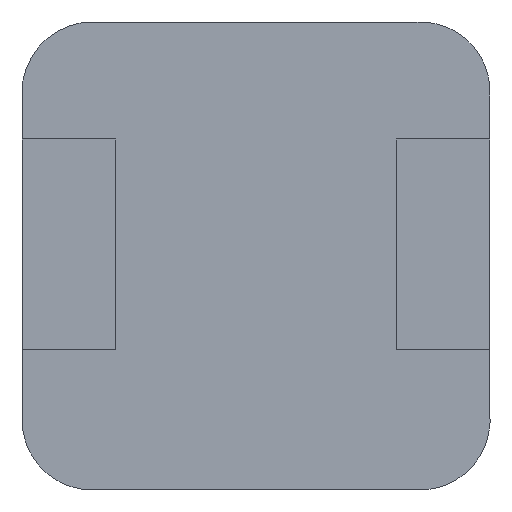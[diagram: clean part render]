
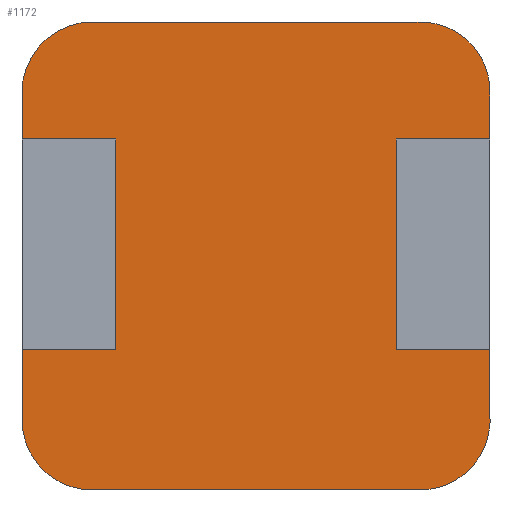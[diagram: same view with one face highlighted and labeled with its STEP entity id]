
A CAD part, front view. The second image highlights one B-rep face of the part: STEP entity #1172.
In plain terms, the highlighted planar face has unit normal (0, -1, 0).
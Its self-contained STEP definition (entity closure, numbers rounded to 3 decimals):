
#39=CIRCLE('',#1262,3.);
#41=CIRCLE('',#1266,3.);
#43=CIRCLE('',#1270,3.);
#45=CIRCLE('',#1274,3.);
#108=FACE_OUTER_BOUND('',#186,.T.);
#186=EDGE_LOOP('',(#817,#818,#819,#820,#821,#822,#823,#824));
#257=LINE('',#1732,#381);
#262=LINE('',#1746,#386);
#266=LINE('',#1758,#390);
#270=LINE('',#1770,#394);
#381=VECTOR('',#1378,10.);
#386=VECTOR('',#1391,10.);
#390=VECTOR('',#1403,10.);
#394=VECTOR('',#1415,10.);
#505=VERTEX_POINT('',#1730);
#506=VERTEX_POINT('',#1731);
#509=VERTEX_POINT('',#1739);
#511=VERTEX_POINT('',#1745);
#513=VERTEX_POINT('',#1751);
#515=VERTEX_POINT('',#1757);
#517=VERTEX_POINT('',#1763);
#519=VERTEX_POINT('',#1769);
#609=EDGE_CURVE('',#505,#506,#257,.T.);
#613=EDGE_CURVE('',#509,#505,#39,.T.);
#616=EDGE_CURVE('',#511,#509,#262,.T.);
#619=EDGE_CURVE('',#513,#511,#41,.T.);
#622=EDGE_CURVE('',#515,#513,#266,.T.);
#625=EDGE_CURVE('',#517,#515,#43,.T.);
#628=EDGE_CURVE('',#519,#517,#270,.T.);
#631=EDGE_CURVE('',#506,#519,#45,.T.);
#817=ORIENTED_EDGE('',*,*,#631,.F.);
#818=ORIENTED_EDGE('',*,*,#609,.F.);
#819=ORIENTED_EDGE('',*,*,#613,.F.);
#820=ORIENTED_EDGE('',*,*,#616,.F.);
#821=ORIENTED_EDGE('',*,*,#619,.F.);
#822=ORIENTED_EDGE('',*,*,#622,.F.);
#823=ORIENTED_EDGE('',*,*,#625,.F.);
#824=ORIENTED_EDGE('',*,*,#628,.F.);
#1118=PLANE('',#1277);
#1172=ADVANCED_FACE('',(#108),#1118,.F.);
#1262=AXIS2_PLACEMENT_3D('',#1740,#1384,#1385);
#1266=AXIS2_PLACEMENT_3D('',#1752,#1396,#1397);
#1270=AXIS2_PLACEMENT_3D('',#1764,#1408,#1409);
#1274=AXIS2_PLACEMENT_3D('',#1775,#1420,#1421);
#1277=AXIS2_PLACEMENT_3D('',#1778,#1426,#1427);
#1378=DIRECTION('',(1.,0.,0.));
#1384=DIRECTION('center_axis',(0.,1.,0.));
#1385=DIRECTION('ref_axis',(-1.,0.,0.));
#1391=DIRECTION('',(0.,0.,1.));
#1396=DIRECTION('center_axis',(0.,1.,0.));
#1397=DIRECTION('ref_axis',(-0.01,0.,-1.));
#1403=DIRECTION('',(-1.,0.,0.));
#1408=DIRECTION('center_axis',(0.,1.,0.));
#1409=DIRECTION('ref_axis',(0.999,0.,0.041));
#1415=DIRECTION('',(0.,0.,-1.));
#1420=DIRECTION('center_axis',(0.,1.,0.));
#1421=DIRECTION('ref_axis',(0.072,0.,0.997));
#1426=DIRECTION('center_axis',(0.,1.,0.));
#1427=DIRECTION('ref_axis',(1.,0.,0.));
#1730=CARTESIAN_POINT('',(-6.999,0.,10.));
#1731=CARTESIAN_POINT('',(7.223,0.,10.));
#1732=CARTESIAN_POINT('',(-10.,0.,10.));
#1739=CARTESIAN_POINT('',(-10.,0.,7.001));
#1740=CARTESIAN_POINT('Origin',(-7.,0.,7.));
#1745=CARTESIAN_POINT('',(-10.,0.,-7.031));
#1746=CARTESIAN_POINT('',(-10.,0.,-10.));
#1751=CARTESIAN_POINT('',(-7.031,0.,-10.));
#1752=CARTESIAN_POINT('Origin',(-7.,0.,-7.));
#1757=CARTESIAN_POINT('',(7.124,0.,-10.));
#1758=CARTESIAN_POINT('',(10.,0.,-10.));
#1763=CARTESIAN_POINT('',(10.,0.,-7.124));
#1764=CARTESIAN_POINT('Origin',(7.002,0.,-7.002));
#1769=CARTESIAN_POINT('',(10.,0.,7.223));
#1770=CARTESIAN_POINT('',(10.,0.,10.));
#1775=CARTESIAN_POINT('Origin',(7.008,0.,7.008));
#1778=CARTESIAN_POINT('Origin',(0.001,0.,-0.001));
